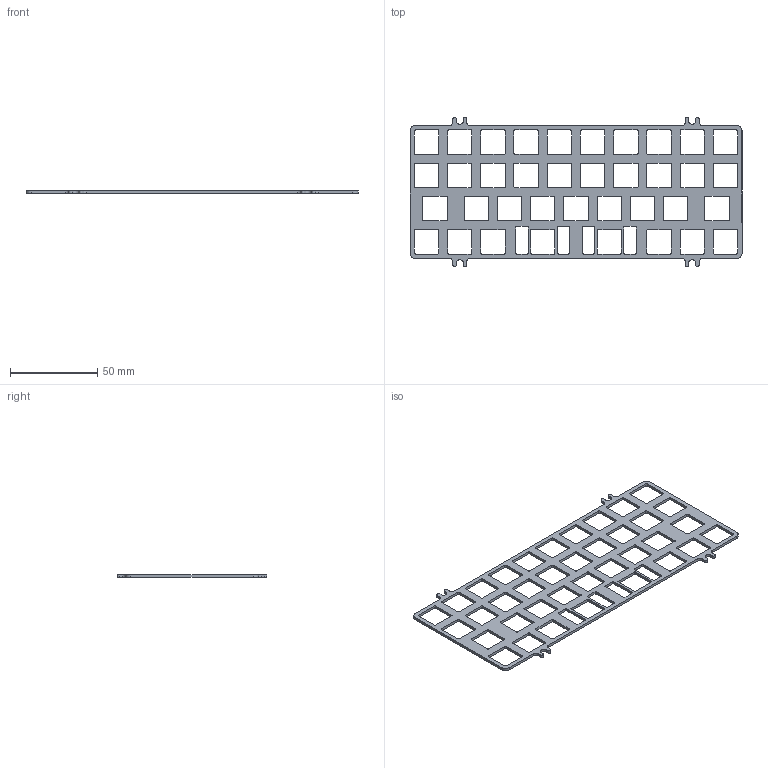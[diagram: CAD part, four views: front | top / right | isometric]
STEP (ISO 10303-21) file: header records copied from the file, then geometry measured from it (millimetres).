
FILE_DESCRIPTION(/* description */ (''),/* implementation_level */ '2;1');
FILE_NAME(/* name */ 'Alpha Stagger 1.6mm.step',/* time_stamp */ '2025-09-05T18:12:32-04:00',/* author */ (''),/* organization */ (''),/* preprocessor_version */ 'ST-DEVELOPER v20.1',/* originating_system */ 'Autodesk Translation Framework v14.10.0.0',/* authorisation */ '');
FILE_SCHEMA (('AUTOMOTIVE_DESIGN { 1 0 10303 214 3 1 1 }'));
Length unit declared in the file: millimetre
Products named in the file (1): Discretion v3
Bounding box: 190.45 x 85.65 x 1.6 mm (x, y, z)
Volume: 11043.3 mm3; surface area: 18281.7 mm2
Topology: 1 solids, 1 shells, 377 faces, 1125 edges, 750 vertices
Faces by surface type: plane 190, cylinder 187
Entity records: 13015 total; most frequent: DIRECTION 2255, CARTESIAN_POINT 2253, ORIENTED_EDGE 2250, EDGE_CURVE 1125, AXIS2_PLACEMENT_3D 752, LINE 751, VECTOR 751, VERTEX_POINT 750
